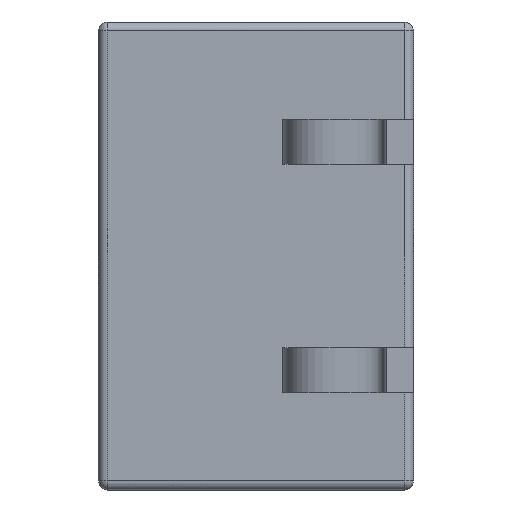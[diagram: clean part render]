
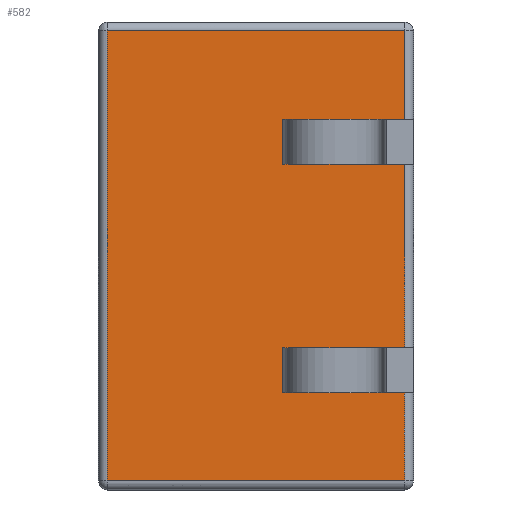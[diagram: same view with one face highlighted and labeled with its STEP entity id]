
A CAD part, left-side view. The second image highlights one B-rep face of the part: STEP entity #582.
In plain terms, the highlighted planar face has unit normal (-1, 0, 0).
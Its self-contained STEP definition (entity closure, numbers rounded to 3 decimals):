
#45 = VERTEX_POINT ( 'NONE', #272 ) ;
#71 = CARTESIAN_POINT ( 'NONE',  ( -3.55, 3.4, -2.6 ) ) ;
#80 = EDGE_LOOP ( 'NONE', ( #1086, #385, #913, #532 ) ) ;
#85 = CARTESIAN_POINT ( 'NONE',  ( -3.55, 0.1, -2.5 ) ) ;
#167 = VECTOR ( 'NONE', #503, 1000. ) ;
#176 = LINE ( 'NONE', #337, #616 ) ;
#256 = EDGE_CURVE ( 'NONE', #545, #45, #290, .T. ) ;
#272 = CARTESIAN_POINT ( 'NONE',  ( -3.55, 3.4, 2.5 ) ) ;
#290 = LINE ( 'NONE', #842, #167 ) ;
#337 = CARTESIAN_POINT ( 'NONE',  ( -3.55, 0.1, -2.6 ) ) ;
#361 = LINE ( 'NONE', #630, #593 ) ;
#377 = DIRECTION ( 'NONE',  ( 0., 0., -1. ) ) ;
#385 = ORIENTED_EDGE ( 'NONE', *, *, #844, .T. ) ;
#454 = VERTEX_POINT ( 'NONE', #85 ) ;
#499 = EDGE_CURVE ( 'NONE', #947, #454, #361, .T. ) ;
#503 = DIRECTION ( 'NONE',  ( 0., 1., 0. ) ) ;
#525 = FACE_OUTER_BOUND ( 'NONE', #80, .T. ) ;
#532 = ORIENTED_EDGE ( 'NONE', *, *, #816, .T. ) ;
#545 = VERTEX_POINT ( 'NONE', #735 ) ;
#582 = ADVANCED_FACE ( 'NONE', ( #525 ), #869, .F. ) ;
#584 = LINE ( 'NONE', #71, #823 ) ;
#593 = VECTOR ( 'NONE', #964, 1000. ) ;
#612 = DIRECTION ( 'NONE',  ( 0., 0., 1. ) ) ;
#613 = AXIS2_PLACEMENT_3D ( 'NONE', #956, #736, #377 ) ;
#616 = VECTOR ( 'NONE', #612, 1000. ) ;
#630 = CARTESIAN_POINT ( 'NONE',  ( -3.55, 3.5, -2.5 ) ) ;
#735 = CARTESIAN_POINT ( 'NONE',  ( -3.55, 0.1, 2.5 ) ) ;
#736 = DIRECTION ( 'NONE',  ( 1., 0., 0. ) ) ;
#773 = CARTESIAN_POINT ( 'NONE',  ( -3.55, 3.4, -2.5 ) ) ;
#816 = EDGE_CURVE ( 'NONE', #45, #947, #584, .T. ) ;
#823 = VECTOR ( 'NONE', #847, 1000. ) ;
#842 = CARTESIAN_POINT ( 'NONE',  ( -3.55, 3.5, 2.5 ) ) ;
#844 = EDGE_CURVE ( 'NONE', #454, #545, #176, .T. ) ;
#847 = DIRECTION ( 'NONE',  ( 0., 0., -1. ) ) ;
#869 = PLANE ( 'NONE',  #613 ) ;
#913 = ORIENTED_EDGE ( 'NONE', *, *, #256, .T. ) ;
#947 = VERTEX_POINT ( 'NONE', #773 ) ;
#956 = CARTESIAN_POINT ( 'NONE',  ( -3.55, 3.5, -2.6 ) ) ;
#964 = DIRECTION ( 'NONE',  ( 0., -1., 0. ) ) ;
#1086 = ORIENTED_EDGE ( 'NONE', *, *, #499, .T. ) ;
